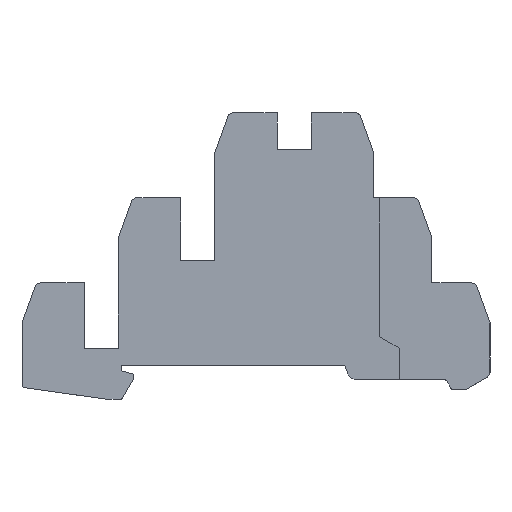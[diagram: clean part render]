
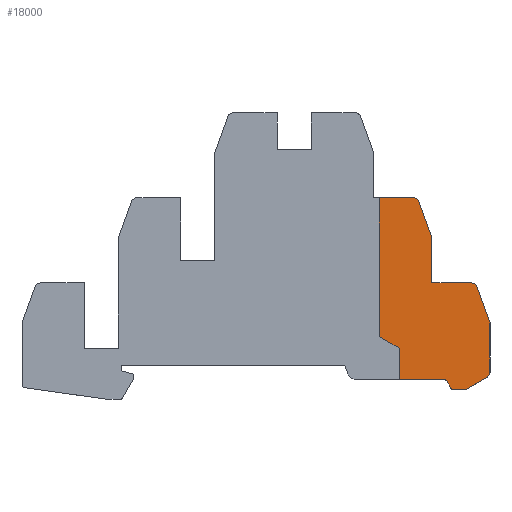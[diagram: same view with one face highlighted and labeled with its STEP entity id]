
A CAD part, top view. The second image highlights one B-rep face of the part: STEP entity #18000.
In plain terms, the highlighted planar face has unit normal (0, 0, 1).
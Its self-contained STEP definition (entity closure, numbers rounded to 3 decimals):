
#8480=CARTESIAN_POINT('',(15.,5.021,0.7));
#8490=VERTEX_POINT('',#8480);
#8520=CARTESIAN_POINT('',(15.,5.021,0.7));
#8530=DIRECTION('',(0.866,-0.5,0.));
#8540=VECTOR('',#8530,1.);
#8550=LINE('',#8520,#8540);
#8560=CARTESIAN_POINT('',(18.5,3.,0.7));
#8570=VERTEX_POINT('',#8560);
#8580=EDGE_CURVE('',#8490,#8570,#8550,.T.);
#9910=CARTESIAN_POINT('',(15.,29.5,0.7));
#9920=VERTEX_POINT('',#9910);
#9950=CARTESIAN_POINT('',(15.,29.5,0.7));
#9960=DIRECTION('',(0.,-1.,0.));
#9970=VECTOR('',#9960,1.);
#9980=LINE('',#9950,#9970);
#9990=EDGE_CURVE('',#9920,#8490,#9980,.T.);
#12530=CARTESIAN_POINT('',(34.5,-1.223,0.7));
#12540=VERTEX_POINT('',#12530);
#12570=CARTESIAN_POINT('',(34.5,429.503,0.7));
#12580=DIRECTION('',(0.,1.,0.));
#12590=VECTOR('',#12580,1.);
#12600=LINE('',#12570,#12590);
#12610=CARTESIAN_POINT('',(34.5,7.494,0.7));
#12620=VERTEX_POINT('',#12610);
#12630=EDGE_CURVE('',#12540,#12620,#12600,.T.);
#12800=CARTESIAN_POINT('',(-119.099,429.503,0.7));
#12810=DIRECTION('',(0.342,-0.94,0.));
#12820=VECTOR('',#12810,1.);
#12830=LINE('',#12800,#12820);
#12840=CARTESIAN_POINT('',(32.189,13.842,0.7));
#12850=VERTEX_POINT('',#12840);
#12860=EDGE_CURVE('',#12850,#12620,#12830,.T.);
#13040=CARTESIAN_POINT('',(31.25,13.5,0.7));
#13050=DIRECTION('',(0.,0.,-1.));
#13060=DIRECTION('',(0.,1.,0.));
#13070=AXIS2_PLACEMENT_3D('',#13040,#13050,#13060);
#13080=CIRCLE('',#13070,1.);
#13090=CARTESIAN_POINT('',(31.25,14.5,0.7));
#13100=VERTEX_POINT('',#13090);
#13110=EDGE_CURVE('',#13100,#12850,#13080,.T.);
#13290=CARTESIAN_POINT('',(-118.434,14.5,0.7));
#13300=DIRECTION('',(-1.,0.,0.));
#13310=VECTOR('',#13300,1.);
#13320=LINE('',#13290,#13310);
#13330=CARTESIAN_POINT('',(24.25,14.5,0.7));
#13340=VERTEX_POINT('',#13330);
#13350=EDGE_CURVE('',#13100,#13340,#13320,.T.);
#13530=CARTESIAN_POINT('',(24.25,22.849,0.7));
#13540=DIRECTION('',(0.,-1.,0.));
#13550=VECTOR('',#13540,1.);
#13560=LINE('',#13530,#13550);
#13570=CARTESIAN_POINT('',(24.25,22.494,0.7));
#13580=VERTEX_POINT('',#13570);
#13590=EDGE_CURVE('',#13580,#13340,#13560,.T.);
#13770=CARTESIAN_POINT('',(-118.43,414.503,0.7));
#13780=DIRECTION('',(-0.342,0.94,0.));
#13790=VECTOR('',#13780,1.);
#13800=LINE('',#13770,#13790);
#13810=CARTESIAN_POINT('',(21.939,28.842,0.7));
#13820=VERTEX_POINT('',#13810);
#13830=EDGE_CURVE('',#13580,#13820,#13800,.T.);
#14010=CARTESIAN_POINT('',(21.,28.5,0.7));
#14020=DIRECTION('',(0.,0.,-1.));
#14030=DIRECTION('',(0.,1.,0.));
#14040=AXIS2_PLACEMENT_3D('',#14010,#14020,#14030);
#14050=CIRCLE('',#14040,1.);
#14060=CARTESIAN_POINT('',(21.,29.5,0.7));
#14070=VERTEX_POINT('',#14060);
#14080=EDGE_CURVE('',#14070,#13820,#14050,.T.);
#14260=CARTESIAN_POINT('',(-118.434,29.5,0.7));
#14270=DIRECTION('',(1.,0.,0.));
#14280=VECTOR('',#14270,1.);
#14290=LINE('',#14260,#14280);
#14300=EDGE_CURVE('',#9920,#14070,#14290,.T.);
#15470=CARTESIAN_POINT('',(28.039,-3.8,0.7));
#15480=DIRECTION('',(0.,0.,1.));
#15490=DIRECTION('',(0.,-1.,0.));
#15500=AXIS2_PLACEMENT_3D('',#15470,#15480,#15490);
#15510=CIRCLE('',#15500,0.5);
#15520=CARTESIAN_POINT('',(27.606,-4.05,0.7));
#15530=VERTEX_POINT('',#15520);
#15540=CARTESIAN_POINT('',(28.039,-4.3,0.7));
#15550=VERTEX_POINT('',#15540);
#15560=EDGE_CURVE('',#15530,#15550,#15510,.T.);
#15790=CARTESIAN_POINT('',(26.422,-3.,0.7));
#15800=DIRECTION('',(0.,0.,1.));
#15810=DIRECTION('',(0.,-1.,0.));
#15820=AXIS2_PLACEMENT_3D('',#15790,#15800,#15810);
#15830=CIRCLE('',#15820,0.5);
#15840=CARTESIAN_POINT('',(26.855,-2.75,0.7));
#15850=VERTEX_POINT('',#15840);
#15860=CARTESIAN_POINT('',(26.422,-2.5,0.7));
#15870=VERTEX_POINT('',#15860);
#15880=EDGE_CURVE('',#15850,#15870,#15830,.T.);
#16110=CARTESIAN_POINT('',(-222.706,429.503,0.7));
#16120=DIRECTION('',(-0.5,0.866,0.));
#16130=VECTOR('',#16120,1.);
#16140=LINE('',#16110,#16130);
#16150=EDGE_CURVE('',#15530,#15850,#16140,.T.);
#16280=CARTESIAN_POINT('',(33.5,-1.223,0.7));
#16290=DIRECTION('',(0.,0.,1.));
#16300=DIRECTION('',(0.,-1.,0.));
#16310=AXIS2_PLACEMENT_3D('',#16280,#16290,#16300);
#16320=CIRCLE('',#16310,1.);
#16330=CARTESIAN_POINT('',(34.,-2.089,0.7));
#16340=VERTEX_POINT('',#16330);
#16350=EDGE_CURVE('',#16340,#12540,#16320,.T.);
#16530=CARTESIAN_POINT('',(-118.434,-90.096,0.7));
#16540=DIRECTION('',(-0.866,-0.5,0.));
#16550=VECTOR('',#16540,1.);
#16560=LINE('',#16530,#16550);
#16570=CARTESIAN_POINT('',(30.286,-4.233,0.7));
#16580=VERTEX_POINT('',#16570);
#16590=EDGE_CURVE('',#16340,#16580,#16560,.T.);
#16770=CARTESIAN_POINT('',(-118.434,-4.3,0.7));
#16780=DIRECTION('',(-1.,0.,0.));
#16790=VECTOR('',#16780,1.);
#16800=LINE('',#16770,#16790);
#16810=CARTESIAN_POINT('',(30.036,-4.3,0.7));
#16820=VERTEX_POINT('',#16810);
#16830=EDGE_CURVE('',#16820,#15550,#16800,.T.);
#17010=CARTESIAN_POINT('',(30.036,-3.8,0.7));
#17020=DIRECTION('',(0.,0.,1.));
#17030=DIRECTION('',(0.,-1.,0.));
#17040=AXIS2_PLACEMENT_3D('',#17010,#17020,#17030);
#17050=CIRCLE('',#17040,0.5);
#17060=EDGE_CURVE('',#16820,#16580,#17050,.T.);
#17410=CARTESIAN_POINT('',(18.5,-2.5,0.7));
#17420=VERTEX_POINT('',#17410);
#17450=CARTESIAN_POINT('',(-118.434,-2.5,0.7));
#17460=DIRECTION('',(1.,0.,0.));
#17470=VECTOR('',#17460,1.);
#17480=LINE('',#17450,#17470);
#17490=EDGE_CURVE('',#17420,#15870,#17480,.T.);
#17630=CARTESIAN_POINT('',(18.5,3.,0.7));
#17640=DIRECTION('',(0.,-1.,0.));
#17650=VECTOR('',#17640,1.);
#17660=LINE('',#17630,#17650);
#17670=EDGE_CURVE('',#8570,#17420,#17660,.T.);
#17740=CARTESIAN_POINT('',(0.,0.,0.7));
#17750=DIRECTION('',(0.,0.,1.));
#17760=DIRECTION('',(1.,0.,0.));
#17770=AXIS2_PLACEMENT_3D('',#17740,#17750,#17760);
#17780=PLANE('',#17770);
#17790=ORIENTED_EDGE('',*,*,#17670,.T.);
#17800=ORIENTED_EDGE('',*,*,#8580,.T.);
#17810=ORIENTED_EDGE('',*,*,#9990,.T.);
#17820=ORIENTED_EDGE('',*,*,#14300,.F.);
#17830=ORIENTED_EDGE('',*,*,#14080,.F.);
#17840=ORIENTED_EDGE('',*,*,#13830,.T.);
#17850=ORIENTED_EDGE('',*,*,#13590,.F.);
#17860=ORIENTED_EDGE('',*,*,#13350,.T.);
#17870=ORIENTED_EDGE('',*,*,#13110,.F.);
#17880=ORIENTED_EDGE('',*,*,#12860,.F.);
#17890=ORIENTED_EDGE('',*,*,#12630,.T.);
#17900=ORIENTED_EDGE('',*,*,#16350,.T.);
#17910=ORIENTED_EDGE('',*,*,#16590,.F.);
#17920=ORIENTED_EDGE('',*,*,#17060,.T.);
#17930=ORIENTED_EDGE('',*,*,#16830,.F.);
#17940=ORIENTED_EDGE('',*,*,#15560,.T.);
#17950=ORIENTED_EDGE('',*,*,#16150,.F.);
#17960=ORIENTED_EDGE('',*,*,#15880,.F.);
#17970=ORIENTED_EDGE('',*,*,#17490,.T.);
#17980=EDGE_LOOP('',(#17970,#17960,#17950,#17940,#17930,#17920,#17910,
#17900,#17890,#17880,#17870,#17860,#17850,#17840,#17830,#17820,#17810,
#17800,#17790));
#17990=FACE_OUTER_BOUND('',#17980,.T.);
#18000=ADVANCED_FACE('',(#17990),#17780,.T.);
